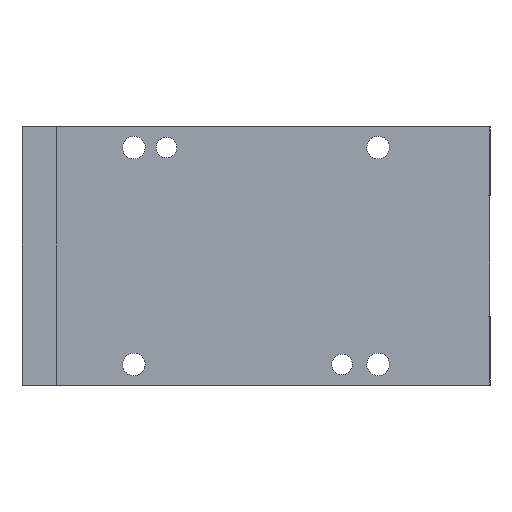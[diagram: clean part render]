
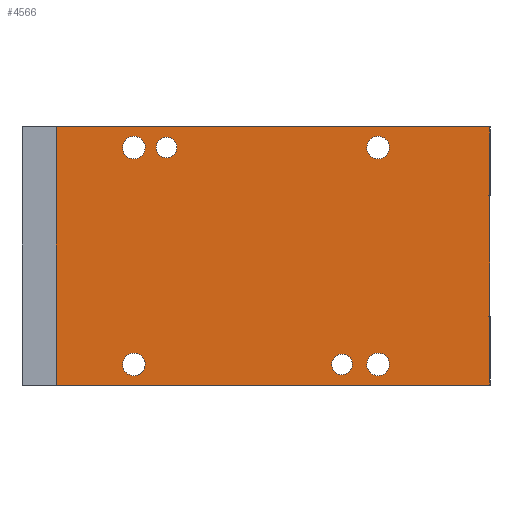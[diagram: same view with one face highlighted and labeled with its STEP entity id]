
A CAD part, front view. The second image highlights one B-rep face of the part: STEP entity #4566.
In plain terms, the highlighted planar face has unit normal (0, -1, 0).
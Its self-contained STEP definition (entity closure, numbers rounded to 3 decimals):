
#3372=CARTESIAN_POINT('Vertex',(-168.653,0.,0.5)) ;
#3375=CARTESIAN_POINT('Line Origine',(-114.653,0.,0.5)) ;
#3379=CARTESIAN_POINT('Vertex',(-60.653,0.,0.5)) ;
#3440=CARTESIAN_POINT('Vertex',(-60.653,0.,0.508)) ;
#3443=CARTESIAN_POINT('Line Origine',(-51.653,0.,0.508)) ;
#3447=CARTESIAN_POINT('Vertex',(-42.653,0.,0.508)) ;
#3470=CARTESIAN_POINT('Line Origine',(-42.653,0.,-9.492)) ;
#3474=CARTESIAN_POINT('Vertex',(-42.653,0.,-19.492)) ;
#3604=CARTESIAN_POINT('Vertex',(-42.653,0.,-54.492)) ;
#3643=CARTESIAN_POINT('Line Origine',(-42.653,0.,-64.492)) ;
#3647=CARTESIAN_POINT('Vertex',(-42.653,0.,-74.492)) ;
#3696=CARTESIAN_POINT('Line Origine',(-51.653,0.,-74.492)) ;
#3700=CARTESIAN_POINT('Vertex',(-60.653,0.,-74.492)) ;
#3763=CARTESIAN_POINT('Vertex',(-60.653,0.,-74.5)) ;
#3766=CARTESIAN_POINT('Line Origine',(-114.653,0.,-74.5)) ;
#3770=CARTESIAN_POINT('Vertex',(-168.653,0.,-74.5)) ;
#4414=CARTESIAN_POINT('Line Origine',(-60.653,0.,0.504)) ;
#4426=CARTESIAN_POINT('Axis2P3D Location',(-52.653,0.,0.5)) ;
#4431=CARTESIAN_POINT('Line Origine',(-60.653,0.,-74.496)) ;
#4436=CARTESIAN_POINT('Line Origine',(-42.653,0.,-36.992)) ;
#4441=CARTESIAN_POINT('Line Origine',(-168.653,0.,-37.)) ;
#4458=CARTESIAN_POINT('Axis2P3D Location',(-146.153,0.,-5.5)) ;
#4462=CARTESIAN_POINT('Vertex',(-143.257,0.,-3.918)) ;
#4464=CARTESIAN_POINT('Vertex',(-149.049,0.,-7.082)) ;
#4467=CARTESIAN_POINT('Axis2P3D Location',(-146.153,0.,-5.5)) ;
#4476=CARTESIAN_POINT('Axis2P3D Location',(-146.153,0.,-68.5)) ;
#4480=CARTESIAN_POINT('Vertex',(-143.257,0.,-66.918)) ;
#4482=CARTESIAN_POINT('Vertex',(-149.049,0.,-70.082)) ;
#4485=CARTESIAN_POINT('Axis2P3D Location',(-146.153,0.,-68.5)) ;
#4494=CARTESIAN_POINT('Axis2P3D Location',(-85.653,0.,-68.5)) ;
#4498=CARTESIAN_POINT('Vertex',(-88.286,0.,-69.938)) ;
#4500=CARTESIAN_POINT('Vertex',(-83.02,0.,-67.062)) ;
#4503=CARTESIAN_POINT('Axis2P3D Location',(-85.653,0.,-68.5)) ;
#4512=CARTESIAN_POINT('Axis2P3D Location',(-75.153,0.,-68.5)) ;
#4516=CARTESIAN_POINT('Vertex',(-78.049,0.,-70.082)) ;
#4518=CARTESIAN_POINT('Vertex',(-72.257,0.,-66.918)) ;
#4521=CARTESIAN_POINT('Axis2P3D Location',(-75.153,0.,-68.5)) ;
#4530=CARTESIAN_POINT('Axis2P3D Location',(-136.653,0.,-5.5)) ;
#4534=CARTESIAN_POINT('Vertex',(-139.286,0.,-6.938)) ;
#4536=CARTESIAN_POINT('Vertex',(-134.02,0.,-4.062)) ;
#4539=CARTESIAN_POINT('Axis2P3D Location',(-136.653,0.,-5.5)) ;
#4548=CARTESIAN_POINT('Axis2P3D Location',(-75.153,0.,-5.5)) ;
#4552=CARTESIAN_POINT('Vertex',(-78.049,0.,-7.082)) ;
#4554=CARTESIAN_POINT('Vertex',(-72.257,0.,-3.918)) ;
#4557=CARTESIAN_POINT('Axis2P3D Location',(-75.153,0.,-5.5)) ;
#3376=DIRECTION('Vector Direction',(-1.,0.,0.)) ;
#3444=DIRECTION('Vector Direction',(-1.,0.,0.)) ;
#3471=DIRECTION('Vector Direction',(0.,0.,-1.)) ;
#3644=DIRECTION('Vector Direction',(0.,0.,-1.)) ;
#3697=DIRECTION('Vector Direction',(-1.,0.,0.)) ;
#3767=DIRECTION('Vector Direction',(-1.,0.,0.)) ;
#4415=DIRECTION('Vector Direction',(0.,0.,-1.)) ;
#4427=DIRECTION('Axis2P3D Direction',(0.,1.,0.)) ;
#4428=DIRECTION('Axis2P3D XDirection',(0.,0.,-1.)) ;
#4432=DIRECTION('Vector Direction',(0.,0.,-1.)) ;
#4437=DIRECTION('Vector Direction',(0.,0.,-1.)) ;
#4442=DIRECTION('Vector Direction',(0.,0.,-1.)) ;
#4459=DIRECTION('Axis2P3D Direction',(0.,1.,0.)) ;
#4468=DIRECTION('Axis2P3D Direction',(0.,1.,0.)) ;
#4477=DIRECTION('Axis2P3D Direction',(0.,1.,0.)) ;
#4486=DIRECTION('Axis2P3D Direction',(0.,1.,0.)) ;
#4495=DIRECTION('Axis2P3D Direction',(0.,1.,0.)) ;
#4504=DIRECTION('Axis2P3D Direction',(0.,1.,0.)) ;
#4513=DIRECTION('Axis2P3D Direction',(0.,1.,0.)) ;
#4522=DIRECTION('Axis2P3D Direction',(0.,1.,0.)) ;
#4531=DIRECTION('Axis2P3D Direction',(0.,1.,0.)) ;
#4540=DIRECTION('Axis2P3D Direction',(0.,1.,0.)) ;
#4549=DIRECTION('Axis2P3D Direction',(0.,1.,0.)) ;
#4558=DIRECTION('Axis2P3D Direction',(0.,1.,0.)) ;
#4429=AXIS2_PLACEMENT_3D('Plane Axis2P3D',#4426,#4427,#4428) ;
#4460=AXIS2_PLACEMENT_3D('Circle Axis2P3D',#4458,#4459,$) ;
#4469=AXIS2_PLACEMENT_3D('Circle Axis2P3D',#4467,#4468,$) ;
#4478=AXIS2_PLACEMENT_3D('Circle Axis2P3D',#4476,#4477,$) ;
#4487=AXIS2_PLACEMENT_3D('Circle Axis2P3D',#4485,#4486,$) ;
#4496=AXIS2_PLACEMENT_3D('Circle Axis2P3D',#4494,#4495,$) ;
#4505=AXIS2_PLACEMENT_3D('Circle Axis2P3D',#4503,#4504,$) ;
#4514=AXIS2_PLACEMENT_3D('Circle Axis2P3D',#4512,#4513,$) ;
#4523=AXIS2_PLACEMENT_3D('Circle Axis2P3D',#4521,#4522,$) ;
#4532=AXIS2_PLACEMENT_3D('Circle Axis2P3D',#4530,#4531,$) ;
#4541=AXIS2_PLACEMENT_3D('Circle Axis2P3D',#4539,#4540,$) ;
#4550=AXIS2_PLACEMENT_3D('Circle Axis2P3D',#4548,#4549,$) ;
#4559=AXIS2_PLACEMENT_3D('Circle Axis2P3D',#4557,#4558,$) ;
#4447=ORIENTED_EDGE('',*,*,#4435,.F.) ;
#4448=ORIENTED_EDGE('',*,*,#3702,.F.) ;
#4449=ORIENTED_EDGE('',*,*,#3649,.T.) ;
#4450=ORIENTED_EDGE('',*,*,#4440,.F.) ;
#4451=ORIENTED_EDGE('',*,*,#3476,.T.) ;
#4452=ORIENTED_EDGE('',*,*,#3449,.T.) ;
#4453=ORIENTED_EDGE('',*,*,#4418,.F.) ;
#4454=ORIENTED_EDGE('',*,*,#3381,.T.) ;
#4455=ORIENTED_EDGE('',*,*,#4445,.T.) ;
#4456=ORIENTED_EDGE('',*,*,#3772,.F.) ;
#4473=ORIENTED_EDGE('',*,*,#4466,.T.) ;
#4474=ORIENTED_EDGE('',*,*,#4471,.T.) ;
#4491=ORIENTED_EDGE('',*,*,#4484,.T.) ;
#4492=ORIENTED_EDGE('',*,*,#4489,.T.) ;
#4509=ORIENTED_EDGE('',*,*,#4502,.T.) ;
#4510=ORIENTED_EDGE('',*,*,#4507,.T.) ;
#4527=ORIENTED_EDGE('',*,*,#4520,.T.) ;
#4528=ORIENTED_EDGE('',*,*,#4525,.T.) ;
#4545=ORIENTED_EDGE('',*,*,#4538,.T.) ;
#4546=ORIENTED_EDGE('',*,*,#4543,.T.) ;
#4563=ORIENTED_EDGE('',*,*,#4556,.T.) ;
#4564=ORIENTED_EDGE('',*,*,#4561,.T.) ;
#4475=FACE_BOUND('',#4472,.T.) ;
#4493=FACE_BOUND('',#4490,.T.) ;
#4511=FACE_BOUND('',#4508,.T.) ;
#4529=FACE_BOUND('',#4526,.T.) ;
#4547=FACE_BOUND('',#4544,.T.) ;
#4565=FACE_BOUND('',#4562,.T.) ;
#3377=VECTOR('Line Direction',#3376,1.) ;
#3445=VECTOR('Line Direction',#3444,1.) ;
#3472=VECTOR('Line Direction',#3471,1.) ;
#3645=VECTOR('Line Direction',#3644,1.) ;
#3698=VECTOR('Line Direction',#3697,1.) ;
#3768=VECTOR('Line Direction',#3767,1.) ;
#4416=VECTOR('Line Direction',#4415,1.) ;
#4433=VECTOR('Line Direction',#4432,1.) ;
#4438=VECTOR('Line Direction',#4437,1.) ;
#4443=VECTOR('Line Direction',#4442,1.) ;
#4566=ADVANCED_FACE('Brep With Voids',(#4457,#4475,#4493,#4511,#4529,#4547,#4565),#4430,.F.) ;
#4461=CIRCLE('generated circle',#4460,3.3) ;
#4470=CIRCLE('generated circle',#4469,3.3) ;
#4479=CIRCLE('generated circle',#4478,3.3) ;
#4488=CIRCLE('generated circle',#4487,3.3) ;
#4497=CIRCLE('generated circle',#4496,3.) ;
#4506=CIRCLE('generated circle',#4505,3.) ;
#4515=CIRCLE('generated circle',#4514,3.3) ;
#4524=CIRCLE('generated circle',#4523,3.3) ;
#4533=CIRCLE('generated circle',#4532,3.) ;
#4542=CIRCLE('generated circle',#4541,3.) ;
#4551=CIRCLE('generated circle',#4550,3.3) ;
#4560=CIRCLE('generated circle',#4559,3.3) ;
#3381=EDGE_CURVE('',#3380,#3373,#3378,.T.) ;
#3449=EDGE_CURVE('',#3448,#3441,#3446,.T.) ;
#3476=EDGE_CURVE('',#3475,#3448,#3473,.F.) ;
#3649=EDGE_CURVE('',#3648,#3605,#3646,.F.) ;
#3702=EDGE_CURVE('',#3648,#3701,#3699,.T.) ;
#3772=EDGE_CURVE('',#3764,#3771,#3769,.T.) ;
#4418=EDGE_CURVE('',#3380,#3441,#4417,.F.) ;
#4435=EDGE_CURVE('',#3701,#3764,#4434,.T.) ;
#4440=EDGE_CURVE('',#3475,#3605,#4439,.T.) ;
#4445=EDGE_CURVE('',#3373,#3771,#4444,.T.) ;
#4466=EDGE_CURVE('',#4463,#4465,#4461,.T.) ;
#4471=EDGE_CURVE('',#4465,#4463,#4470,.T.) ;
#4484=EDGE_CURVE('',#4481,#4483,#4479,.T.) ;
#4489=EDGE_CURVE('',#4483,#4481,#4488,.T.) ;
#4502=EDGE_CURVE('',#4499,#4501,#4497,.T.) ;
#4507=EDGE_CURVE('',#4501,#4499,#4506,.T.) ;
#4520=EDGE_CURVE('',#4517,#4519,#4515,.T.) ;
#4525=EDGE_CURVE('',#4519,#4517,#4524,.T.) ;
#4538=EDGE_CURVE('',#4535,#4537,#4533,.T.) ;
#4543=EDGE_CURVE('',#4537,#4535,#4542,.T.) ;
#4556=EDGE_CURVE('',#4553,#4555,#4551,.T.) ;
#4561=EDGE_CURVE('',#4555,#4553,#4560,.T.) ;
#4446=EDGE_LOOP('',(#4447,#4448,#4449,#4450,#4451,#4452,#4453,#4454,#4455,#4456)) ;
#4472=EDGE_LOOP('',(#4473,#4474)) ;
#4490=EDGE_LOOP('',(#4491,#4492)) ;
#4508=EDGE_LOOP('',(#4509,#4510)) ;
#4526=EDGE_LOOP('',(#4527,#4528)) ;
#4544=EDGE_LOOP('',(#4545,#4546)) ;
#4562=EDGE_LOOP('',(#4563,#4564)) ;
#4457=FACE_OUTER_BOUND('',#4446,.T.) ;
#3378=LINE('Line',#3375,#3377) ;
#3446=LINE('Line',#3443,#3445) ;
#3473=LINE('Line',#3470,#3472) ;
#3646=LINE('Line',#3643,#3645) ;
#3699=LINE('Line',#3696,#3698) ;
#3769=LINE('Line',#3766,#3768) ;
#4417=LINE('Line',#4414,#4416) ;
#4434=LINE('Line',#4431,#4433) ;
#4439=LINE('Line',#4436,#4438) ;
#4444=LINE('Line',#4441,#4443) ;
#4430=PLANE('Plane',#4429) ;
#3373=VERTEX_POINT('',#3372) ;
#3380=VERTEX_POINT('',#3379) ;
#3441=VERTEX_POINT('',#3440) ;
#3448=VERTEX_POINT('',#3447) ;
#3475=VERTEX_POINT('',#3474) ;
#3605=VERTEX_POINT('',#3604) ;
#3648=VERTEX_POINT('',#3647) ;
#3701=VERTEX_POINT('',#3700) ;
#3764=VERTEX_POINT('',#3763) ;
#3771=VERTEX_POINT('',#3770) ;
#4463=VERTEX_POINT('',#4462) ;
#4465=VERTEX_POINT('',#4464) ;
#4481=VERTEX_POINT('',#4480) ;
#4483=VERTEX_POINT('',#4482) ;
#4499=VERTEX_POINT('',#4498) ;
#4501=VERTEX_POINT('',#4500) ;
#4517=VERTEX_POINT('',#4516) ;
#4519=VERTEX_POINT('',#4518) ;
#4535=VERTEX_POINT('',#4534) ;
#4537=VERTEX_POINT('',#4536) ;
#4553=VERTEX_POINT('',#4552) ;
#4555=VERTEX_POINT('',#4554) ;
